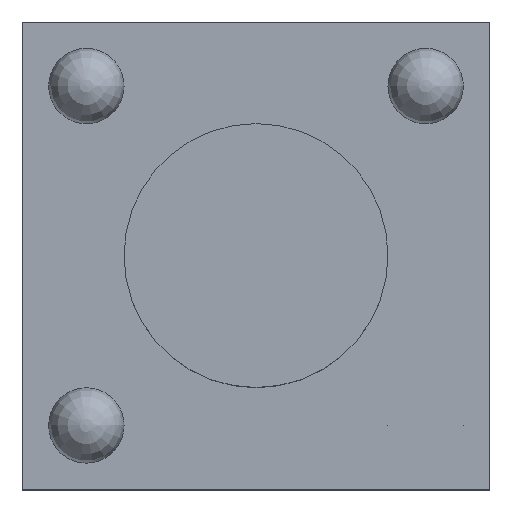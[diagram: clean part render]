
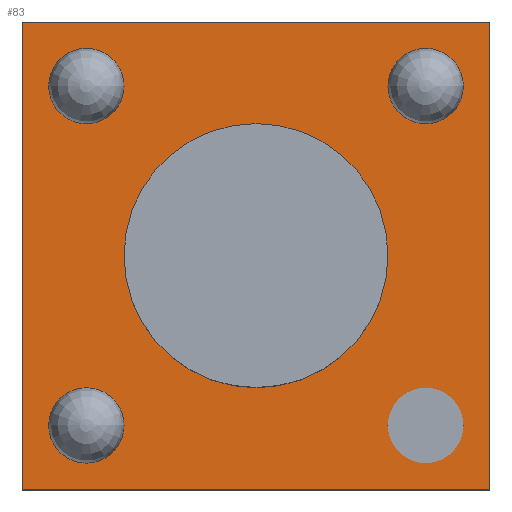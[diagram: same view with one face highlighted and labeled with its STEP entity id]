
A CAD part, top view. The second image highlights one B-rep face of the part: STEP entity #83.
In plain terms, the highlighted planar face has unit normal (0, 0, 1).
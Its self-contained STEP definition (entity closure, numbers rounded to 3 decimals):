
#22 = VERTEX_POINT('',#23);
#23 = CARTESIAN_POINT('',(2.75,-2.25,3.5));
#39 = EDGE_CURVE('',#22,#22,#40,.T.);
#40 = CIRCLE('',#41,0.5);
#41 = AXIS2_PLACEMENT_3D('',#42,#43,#44);
#42 = CARTESIAN_POINT('',(2.25,-2.25,3.5));
#43 = DIRECTION('',(0.,0.,1.));
#44 = DIRECTION('',(1.,0.,0.));
#83 = ADVANCED_FACE('',(#84,#118,#121,#132,#143,#154),#165,.F.);
#84 = FACE_BOUND('',#85,.F.);
#85 = EDGE_LOOP('',(#86,#96,#104,#112));
#86 = ORIENTED_EDGE('',*,*,#87,.T.);
#87 = EDGE_CURVE('',#88,#90,#92,.T.);
#88 = VERTEX_POINT('',#89);
#89 = CARTESIAN_POINT('',(-3.1,3.1,3.5));
#90 = VERTEX_POINT('',#91);
#91 = CARTESIAN_POINT('',(3.1,3.1,3.5));
#92 = LINE('',#93,#94);
#93 = CARTESIAN_POINT('',(-3.1,3.1,3.5));
#94 = VECTOR('',#95,1.);
#95 = DIRECTION('',(1.,0.,0.));
#96 = ORIENTED_EDGE('',*,*,#97,.T.);
#97 = EDGE_CURVE('',#90,#98,#100,.T.);
#98 = VERTEX_POINT('',#99);
#99 = CARTESIAN_POINT('',(3.1,-3.1,3.5));
#100 = LINE('',#101,#102);
#101 = CARTESIAN_POINT('',(3.1,3.1,3.5));
#102 = VECTOR('',#103,1.);
#103 = DIRECTION('',(0.,-1.,0.));
#104 = ORIENTED_EDGE('',*,*,#105,.T.);
#105 = EDGE_CURVE('',#98,#106,#108,.T.);
#106 = VERTEX_POINT('',#107);
#107 = CARTESIAN_POINT('',(-3.1,-3.1,3.5));
#108 = LINE('',#109,#110);
#109 = CARTESIAN_POINT('',(3.1,-3.1,3.5));
#110 = VECTOR('',#111,1.);
#111 = DIRECTION('',(-1.,0.,0.));
#112 = ORIENTED_EDGE('',*,*,#113,.T.);
#113 = EDGE_CURVE('',#106,#88,#114,.T.);
#114 = LINE('',#115,#116);
#115 = CARTESIAN_POINT('',(-3.1,-3.1,3.5));
#116 = VECTOR('',#117,1.);
#117 = DIRECTION('',(0.,1.,0.));
#118 = FACE_BOUND('',#119,.F.);
#119 = EDGE_LOOP('',(#120));
#120 = ORIENTED_EDGE('',*,*,#39,.T.);
#121 = FACE_BOUND('',#122,.F.);
#122 = EDGE_LOOP('',(#123));
#123 = ORIENTED_EDGE('',*,*,#124,.T.);
#124 = EDGE_CURVE('',#125,#125,#127,.T.);
#125 = VERTEX_POINT('',#126);
#126 = CARTESIAN_POINT('',(1.75,0.,3.5));
#127 = CIRCLE('',#128,1.75);
#128 = AXIS2_PLACEMENT_3D('',#129,#130,#131);
#129 = CARTESIAN_POINT('',(0.,0.,3.5));
#130 = DIRECTION('',(0.,0.,1.));
#131 = DIRECTION('',(1.,0.,0.));
#132 = FACE_BOUND('',#133,.F.);
#133 = EDGE_LOOP('',(#134));
#134 = ORIENTED_EDGE('',*,*,#135,.T.);
#135 = EDGE_CURVE('',#136,#136,#138,.T.);
#136 = VERTEX_POINT('',#137);
#137 = CARTESIAN_POINT('',(2.75,2.25,3.5));
#138 = CIRCLE('',#139,0.5);
#139 = AXIS2_PLACEMENT_3D('',#140,#141,#142);
#140 = CARTESIAN_POINT('',(2.25,2.25,3.5));
#141 = DIRECTION('',(0.,0.,1.));
#142 = DIRECTION('',(1.,0.,0.));
#143 = FACE_BOUND('',#144,.F.);
#144 = EDGE_LOOP('',(#145));
#145 = ORIENTED_EDGE('',*,*,#146,.T.);
#146 = EDGE_CURVE('',#147,#147,#149,.T.);
#147 = VERTEX_POINT('',#148);
#148 = CARTESIAN_POINT('',(-1.75,2.25,3.5));
#149 = CIRCLE('',#150,0.5);
#150 = AXIS2_PLACEMENT_3D('',#151,#152,#153);
#151 = CARTESIAN_POINT('',(-2.25,2.25,3.5));
#152 = DIRECTION('',(0.,0.,1.));
#153 = DIRECTION('',(1.,0.,0.));
#154 = FACE_BOUND('',#155,.F.);
#155 = EDGE_LOOP('',(#156));
#156 = ORIENTED_EDGE('',*,*,#157,.T.);
#157 = EDGE_CURVE('',#158,#158,#160,.T.);
#158 = VERTEX_POINT('',#159);
#159 = CARTESIAN_POINT('',(-1.75,-2.25,3.5));
#160 = CIRCLE('',#161,0.5);
#161 = AXIS2_PLACEMENT_3D('',#162,#163,#164);
#162 = CARTESIAN_POINT('',(-2.25,-2.25,3.5));
#163 = DIRECTION('',(0.,0.,1.));
#164 = DIRECTION('',(1.,0.,0.));
#165 = PLANE('',#166);
#166 = AXIS2_PLACEMENT_3D('',#167,#168,#169);
#167 = CARTESIAN_POINT('',(0.,0.,3.5));
#168 = DIRECTION('',(-0.,-0.,-1.));
#169 = DIRECTION('',(-1.,0.,0.));
